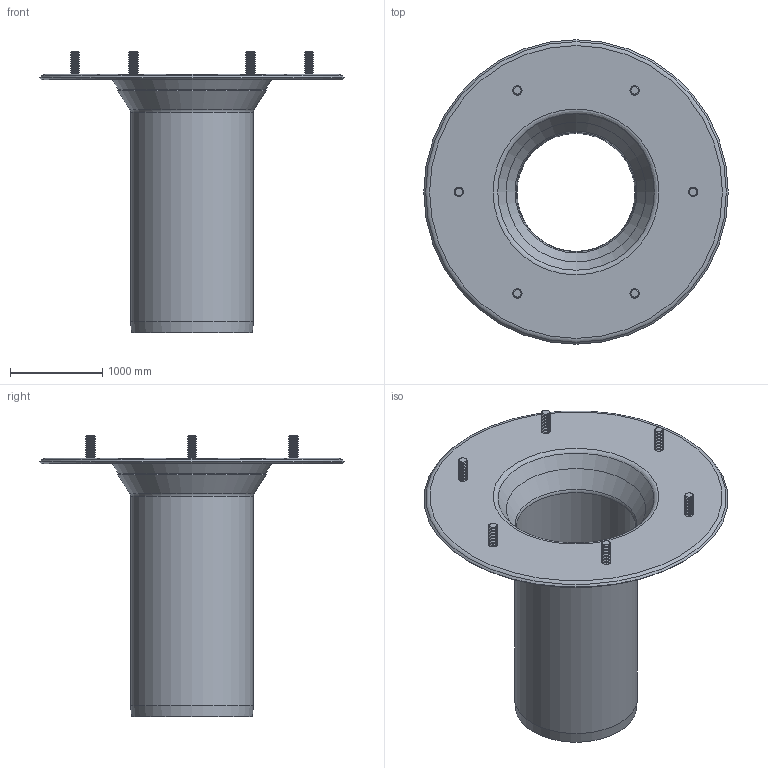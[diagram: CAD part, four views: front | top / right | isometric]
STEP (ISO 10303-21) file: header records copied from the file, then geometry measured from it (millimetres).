
FILE_DESCRIPTION(/* description */ (''),/* implementation_level */ '2;1');
FILE_NAME(/* name */ '21981.125X_3D.stp',/* time_stamp */ '2024-12-12T09:28:50+01:00',/* author */ ('CAD'),/* organization */ (''),/* preprocessor_version */ 'ST-DEVELOPER v20',/* originating_system */ 'AutoCAD Mechanical',/* authorisation */ '');
FILE_SCHEMA (('AUTOMOTIVE_DESIGN { 1 0 10303 214 3 1 1 }'));
Length unit declared in the file: centimetre
Products named in the file (1): Product
Bounding box: 3300 x 3300 x 3050 mm (x, y, z)
Volume: 390875292.9 mm3; surface area: 37828656.7 mm2
Topology: 8 solids, 8 shells, 184 faces, 355 edges, 186 vertices
Faces by surface type: cone 161, plane 15, torus 6, cylinder 2
Full cylindrical faces by diameter (mm): 1300 x1, 1330 x1
Entity records: 4579 total; most frequent: DIRECTION 917, CARTESIAN_POINT 726, ORIENTED_EDGE 710, AXIS2_PLACEMENT_3D 377, EDGE_CURVE 355, CIRCLE 192, EDGE_LOOP 187, VERTEX_POINT 186
